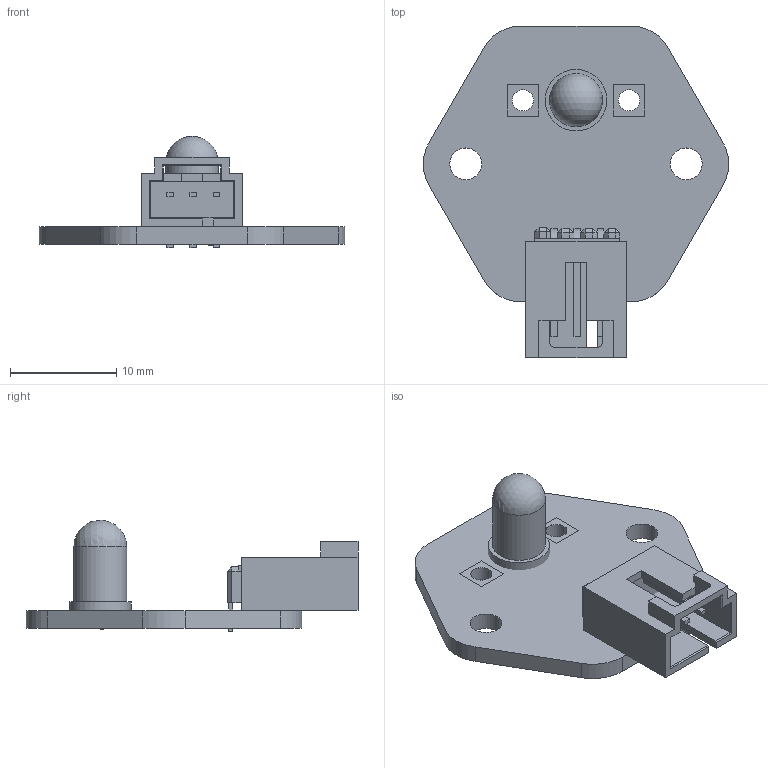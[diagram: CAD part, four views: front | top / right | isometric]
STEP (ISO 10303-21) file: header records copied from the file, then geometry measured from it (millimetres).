
FILE_DESCRIPTION(('FreeCAD Model'),'2;1');
FILE_NAME('ZumLED.step','2014-11-12T19:34:49',('FreeCAD'),('FreeCAD'), 'Open CASCADE STEP processor 6.7','FreeCAD','Unknown');
FILE_SCHEMA(('AUTOMOTIVE_DESIGN_CC2 { 1 2 10303 214 -1 1 5 4 }'));
Length unit declared in the file: millimetre
Products named in the file (8): AlojaConectores; Conectores; Funda; Catodo; Anodo; Pad004; Pad; Cut003
Bounding box: 28.78 x 31.3 x 10.48 mm (x, y, z)
Volume: 1394.2 mm3; surface area: 2403.3 mm2
Topology: 8 solids, 8 shells, 194 faces, 481 edges, 302 vertices
Faces by surface type: plane 171, cylinder 22, sphere 1
Full cylindrical faces by diameter (mm): 2 x4, 3 x2, 5 x1, 5.8 x1
Entity records: 12957 total; most frequent: CARTESIAN_POINT 2125, DIRECTION 1726, LINE 1197, VECTOR 1197, ORIENTED_EDGE 966, PCURVE 958, DEFINITIONAL_REPRESENTATION 958, EDGE_CURVE 479
